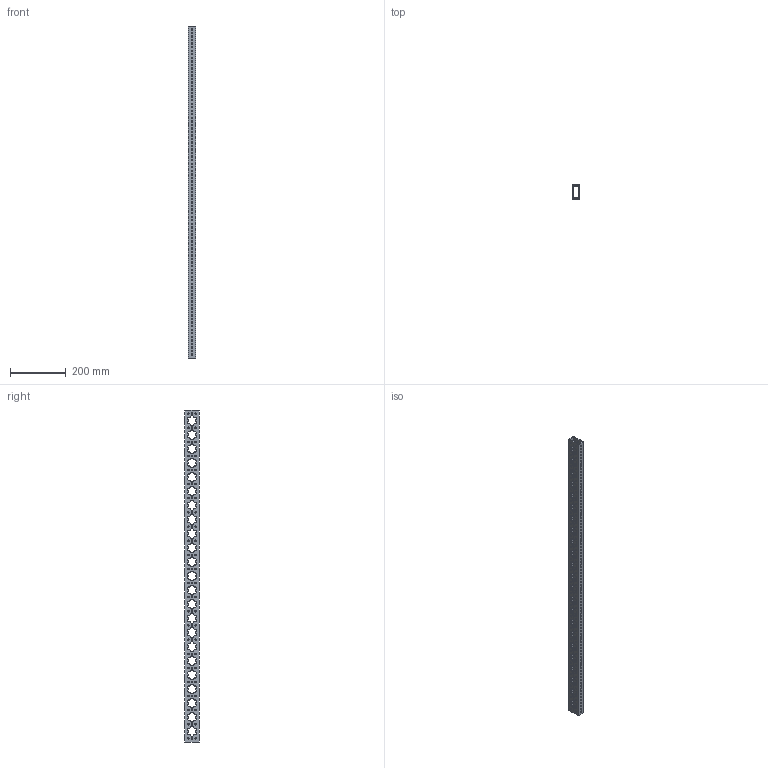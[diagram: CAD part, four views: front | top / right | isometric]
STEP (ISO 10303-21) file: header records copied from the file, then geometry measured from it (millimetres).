
FILE_DESCRIPTION (( 'STEP AP203' ), '1' );
FILE_NAME ('REV-21-3580.STEP', '2024-09-18T19:51:50', ( '' ), ( '' ), 'SwSTEP 2.0', 'SolidWorks 2022', '' );
FILE_SCHEMA (( 'CONFIG_CONTROL_DESIGN' ));
Length unit declared in the file: millimetre
Products named in the file (1): REV-21-3580
Bounding box: 25.4 x 50.8 x 1193.8 mm (x, y, z)
Volume: 391496.6 mm3; surface area: 281354.3 mm2
Topology: 1 solids, 1 shells, 2556 faces, 7662 edges, 5108 vertices
Faces by surface type: cylinder 2546, plane 10
Entity records: 90983 total; most frequent: DIRECTION 17868, CARTESIAN_POINT 15327, ORIENTED_EDGE 15324, EDGE_CURVE 7662, AXIS2_PLACEMENT_3D 7649, VERTEX_POINT 5108, CIRCLE 5092, EDGE_LOOP 3310
